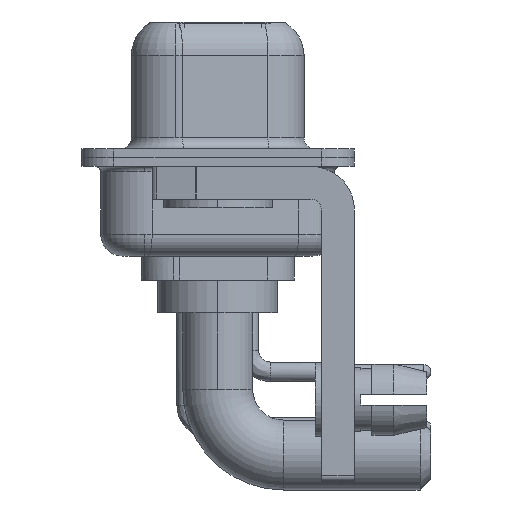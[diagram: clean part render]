
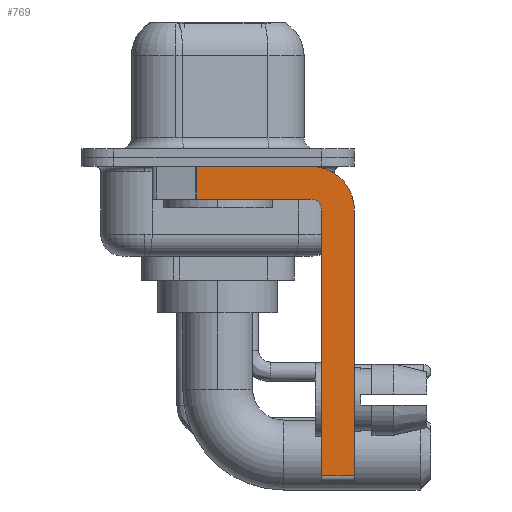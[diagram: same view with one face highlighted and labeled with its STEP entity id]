
A CAD part, left-side view. The second image highlights one B-rep face of the part: STEP entity #769.
In plain terms, the highlighted planar face has unit normal (-1, 0, 0).
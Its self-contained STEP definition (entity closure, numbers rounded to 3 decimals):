
#179 = LINE ( 'NONE', #21659, #11667 ) ;
#322 = DIRECTION ( 'NONE',  ( 1., 0., 0. ) ) ;
#769 = ADVANCED_FACE ( 'NONE', ( #4424 ), #16966, .F. ) ;
#1375 = VECTOR ( 'NONE', #16140, 1000. ) ;
#1697 = ORIENTED_EDGE ( 'NONE', *, *, #11198, .F. ) ;
#2867 = EDGE_CURVE ( 'NONE', #15788, #13680, #19221, .T. ) ;
#3049 = CARTESIAN_POINT ( 'NONE',  ( -2.9, -4.25, -14.55 ) ) ;
#3225 = ORIENTED_EDGE ( 'NONE', *, *, #14462, .F. ) ;
#3390 = VECTOR ( 'NONE', #15370, 1000. ) ;
#4409 = EDGE_CURVE ( 'NONE', #16212, #21761, #24048, .T. ) ;
#4424 = FACE_OUTER_BOUND ( 'NONE', #24817, .T. ) ;
#4839 = CARTESIAN_POINT ( 'NONE',  ( -2.9, -4.25, -2.4 ) ) ;
#4947 = CARTESIAN_POINT ( 'NONE',  ( -2.9, -4.75, -14.55 ) ) ;
#5131 = VERTEX_POINT ( 'NONE', #14343 ) ;
#5464 = EDGE_CURVE ( 'NONE', #16212, #13680, #23710, .T. ) ;
#5650 = CIRCLE ( 'NONE', #19730, 2. ) ;
#6285 = DIRECTION ( 'NONE',  ( 0., 0., -1. ) ) ;
#6417 = DIRECTION ( 'NONE',  ( 0., 0., 1. ) ) ;
#6753 = VECTOR ( 'NONE', #8969, 1000. ) ;
#6806 = ORIENTED_EDGE ( 'NONE', *, *, #4409, .F. ) ;
#6868 = ORIENTED_EDGE ( 'NONE', *, *, #16349, .T. ) ;
#7025 = CARTESIAN_POINT ( 'NONE',  ( -2.9, -4.25, -1.9 ) ) ;
#7093 = ORIENTED_EDGE ( 'NONE', *, *, #18476, .F. ) ;
#7190 = DIRECTION ( 'NONE',  ( 1., 0., 0. ) ) ;
#7594 = VERTEX_POINT ( 'NONE', #8860 ) ;
#8038 = EDGE_CURVE ( 'NONE', #20735, #5131, #179, .T. ) ;
#8432 = DIRECTION ( 'NONE',  ( 0., 0., -1. ) ) ;
#8860 = CARTESIAN_POINT ( 'NONE',  ( -2.9, -4.25, -0.4 ) ) ;
#8969 = DIRECTION ( 'NONE',  ( 0., -1., 0. ) ) ;
#9080 = CARTESIAN_POINT ( 'NONE',  ( -2.9, 0.978, -1.9 ) ) ;
#9620 = VERTEX_POINT ( 'NONE', #14184 ) ;
#10537 = DIRECTION ( 'NONE',  ( -1., 0., 0. ) ) ;
#11198 = EDGE_CURVE ( 'NONE', #7594, #15788, #5650, .T. ) ;
#11288 = DIRECTION ( 'NONE',  ( 0., 0., -1. ) ) ;
#11667 = VECTOR ( 'NONE', #15165, 1000. ) ;
#12481 = AXIS2_PLACEMENT_3D ( 'NONE', #25696, #10537, #6417 ) ;
#12836 = CARTESIAN_POINT ( 'NONE',  ( -2.9, -4.25, -2.4 ) ) ;
#12887 = CARTESIAN_POINT ( 'NONE',  ( -2.9, -6.25, -14.55 ) ) ;
#13680 = VERTEX_POINT ( 'NONE', #12887 ) ;
#14184 = CARTESIAN_POINT ( 'NONE',  ( -2.9, 0.978, -0.4 ) ) ;
#14343 = CARTESIAN_POINT ( 'NONE',  ( -2.9, 0.978, -1.9 ) ) ;
#14462 = EDGE_CURVE ( 'NONE', #9620, #7594, #17934, .T. ) ;
#14823 = CARTESIAN_POINT ( 'NONE',  ( -2.9, -6.25, -2.4 ) ) ;
#15165 = DIRECTION ( 'NONE',  ( 0., 1., 0. ) ) ;
#15370 = DIRECTION ( 'NONE',  ( 0., 0., 1. ) ) ;
#15788 = VERTEX_POINT ( 'NONE', #19175 ) ;
#16078 = ORIENTED_EDGE ( 'NONE', *, *, #5464, .T. ) ;
#16140 = DIRECTION ( 'NONE',  ( 0., -1., 0. ) ) ;
#16212 = VERTEX_POINT ( 'NONE', #4947 ) ;
#16349 = EDGE_CURVE ( 'NONE', #9620, #5131, #19145, .T. ) ;
#16966 = PLANE ( 'NONE',  #21470 ) ;
#17651 = VECTOR ( 'NONE', #6285, 1000. ) ;
#17844 = CARTESIAN_POINT ( 'NONE',  ( -2.9, -4.75, -14.8 ) ) ;
#17934 = LINE ( 'NONE', #19885, #1375 ) ;
#18152 = VECTOR ( 'NONE', #11288, 1000. ) ;
#18476 = EDGE_CURVE ( 'NONE', #21761, #20735, #18631, .T. ) ;
#18631 = CIRCLE ( 'NONE', #12481, 0.5 ) ;
#19145 = LINE ( 'NONE', #9080, #18152 ) ;
#19175 = CARTESIAN_POINT ( 'NONE',  ( -2.9, -6.25, -2.4 ) ) ;
#19221 = LINE ( 'NONE', #14823, #17651 ) ;
#19730 = AXIS2_PLACEMENT_3D ( 'NONE', #4839, #7190, #26344 ) ;
#19876 = CARTESIAN_POINT ( 'NONE',  ( -2.9, -4.75, -2.4 ) ) ;
#19885 = CARTESIAN_POINT ( 'NONE',  ( -2.9, 3., -0.4 ) ) ;
#20735 = VERTEX_POINT ( 'NONE', #7025 ) ;
#21030 = ORIENTED_EDGE ( 'NONE', *, *, #2867, .F. ) ;
#21470 = AXIS2_PLACEMENT_3D ( 'NONE', #12836, #322, #8432 ) ;
#21659 = CARTESIAN_POINT ( 'NONE',  ( -2.9, -4.25, -1.9 ) ) ;
#21761 = VERTEX_POINT ( 'NONE', #19876 ) ;
#23710 = LINE ( 'NONE', #3049, #6753 ) ;
#23894 = ORIENTED_EDGE ( 'NONE', *, *, #8038, .F. ) ;
#24048 = LINE ( 'NONE', #17844, #3390 ) ;
#24817 = EDGE_LOOP ( 'NONE', ( #3225, #6868, #23894, #7093, #6806, #16078, #21030, #1697 ) ) ;
#25696 = CARTESIAN_POINT ( 'NONE',  ( -2.9, -4.25, -2.4 ) ) ;
#26344 = DIRECTION ( 'NONE',  ( 0., 0., -1. ) ) ;
